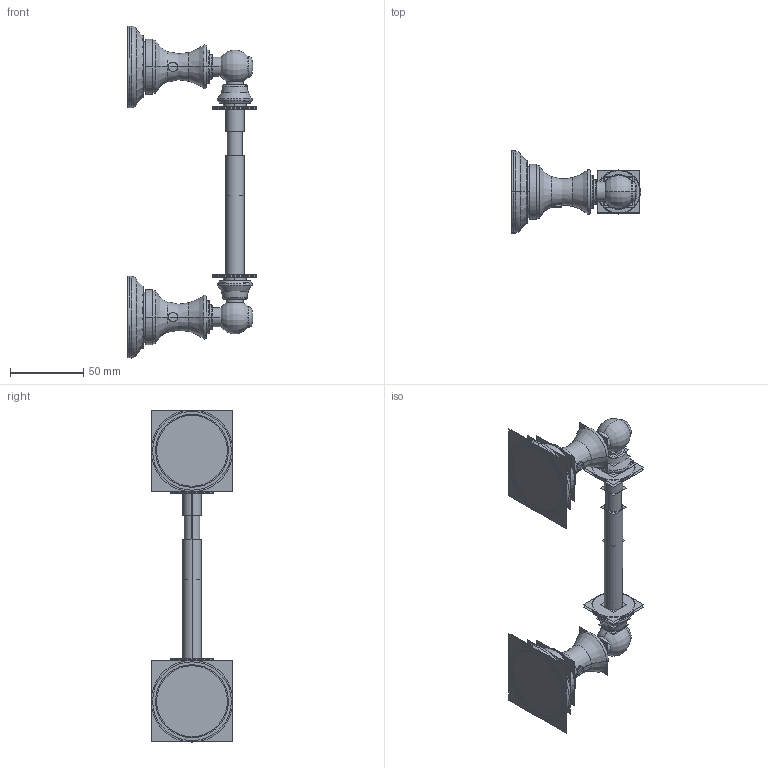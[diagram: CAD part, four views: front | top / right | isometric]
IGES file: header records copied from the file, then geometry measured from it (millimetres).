
Start section:  PTC IGES file: 5608_asm.igs
Global section: file name: 5608_asm.igs; native system: Creo Parametric by PTC Inc.; preprocessor: 2018400; author: jinson.thomas; organization: Unknown; date: 20190809.101928; units: inch
Bounding box: 88.52 x 55.88 x 227.33 mm (x, y, z)
Volume: 109363.1 mm3; surface area: 361617.1 mm2
Topology: 10 solids, 11 shells, 1138 faces, 5918 edges, 7647 vertices
Faces by surface type: revolution 740, bspline 398
